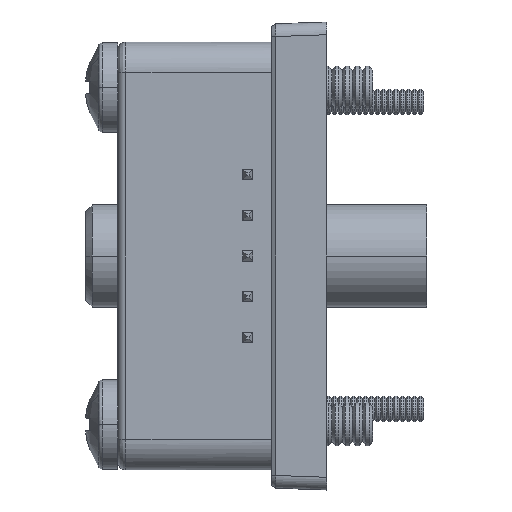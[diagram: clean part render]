
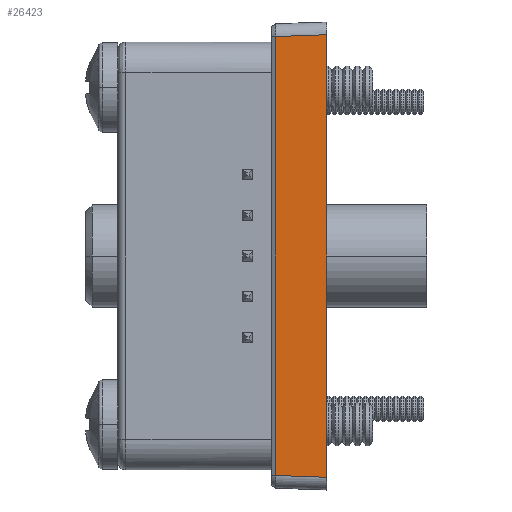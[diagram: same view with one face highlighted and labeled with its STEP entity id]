
A CAD part, left-side view. The second image highlights one B-rep face of the part: STEP entity #26423.
In plain terms, the highlighted free-form (B-spline) face has degree [1, 1] with [2, 2] control points.
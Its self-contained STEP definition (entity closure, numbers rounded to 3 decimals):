
#26101 = EDGE_CURVE('',#26102,#26104,#26106,.T.);
#26102 = VERTEX_POINT('',#26103);
#26103 = CARTESIAN_POINT('',(-29.417,0.,
    19.656));
#26104 = VERTEX_POINT('',#26105);
#26105 = CARTESIAN_POINT('',(-29.417,0.,
    -20.236));
#26106 = B_SPLINE_CURVE_WITH_KNOTS('',1,(#26107,#26108),.UNSPECIFIED.,
  .F.,.F.,(2,2),(0.,27.522),.PIECEWISE_BEZIER_KNOTS.);
#26107 = CARTESIAN_POINT('',(-29.417,0.,
    19.656));
#26108 = CARTESIAN_POINT('',(-29.417,0.,
    -20.236));
#26423 = ADVANCED_FACE('',(#26424),#26446,.T.);
#26424 = FACE_BOUND('',#26425,.T.);
#26425 = EDGE_LOOP('',(#26426,#26433,#26440,#26445));
#26426 = ORIENTED_EDGE('',*,*,#26427,.T.);
#26427 = EDGE_CURVE('',#26102,#26428,#26430,.T.);
#26428 = VERTEX_POINT('',#26429);
#26429 = CARTESIAN_POINT('',(-29.256,4.602,
    19.496));
#26430 = B_SPLINE_CURVE_WITH_KNOTS('',1,(#26431,#26432),.UNSPECIFIED.,
  .F.,.F.,(2,2),(0.,3.179),.PIECEWISE_BEZIER_KNOTS.);
#26431 = CARTESIAN_POINT('',(-29.417,0.,
    19.656));
#26432 = CARTESIAN_POINT('',(-29.256,4.602,
    19.496));
#26433 = ORIENTED_EDGE('',*,*,#26434,.T.);
#26434 = EDGE_CURVE('',#26428,#26435,#26437,.T.);
#26435 = VERTEX_POINT('',#26436);
#26436 = CARTESIAN_POINT('',(-29.256,4.602,
    -20.075));
#26437 = B_SPLINE_CURVE_WITH_KNOTS('',1,(#26438,#26439),.UNSPECIFIED.,
  .F.,.F.,(2,2),(0.,27.3),.PIECEWISE_BEZIER_KNOTS.);
#26438 = CARTESIAN_POINT('',(-29.256,4.602,
    19.496));
#26439 = CARTESIAN_POINT('',(-29.256,4.602,
    -20.075));
#26440 = ORIENTED_EDGE('',*,*,#26441,.T.);
#26441 = EDGE_CURVE('',#26435,#26104,#26442,.T.);
#26442 = B_SPLINE_CURVE_WITH_KNOTS('',1,(#26443,#26444),.UNSPECIFIED.,
  .F.,.F.,(2,2),(0.,3.179),.PIECEWISE_BEZIER_KNOTS.);
#26443 = CARTESIAN_POINT('',(-29.256,4.602,
    -20.075));
#26444 = CARTESIAN_POINT('',(-29.417,0.,
    -20.236));
#26445 = ORIENTED_EDGE('',*,*,#26101,.F.);
#26446 = B_SPLINE_SURFACE_WITH_KNOTS('',1,1,(
    (#26447,#26448)
    ,(#26449,#26450
    )),.UNSPECIFIED.,.F.,.F.,.F.,(2,2),(2,2),(-3.336,
    -0.159),(-28.898,-1.376),
  .PIECEWISE_BEZIER_KNOTS.);
#26447 = CARTESIAN_POINT('',(-29.256,4.602,
    -20.236));
#26448 = CARTESIAN_POINT('',(-29.256,4.602,
    19.656));
#26449 = CARTESIAN_POINT('',(-29.417,0.,
    -20.236));
#26450 = CARTESIAN_POINT('',(-29.417,0.,
    19.656));
